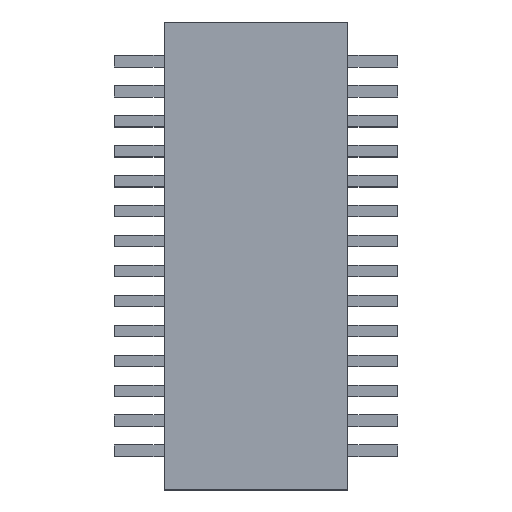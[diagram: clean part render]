
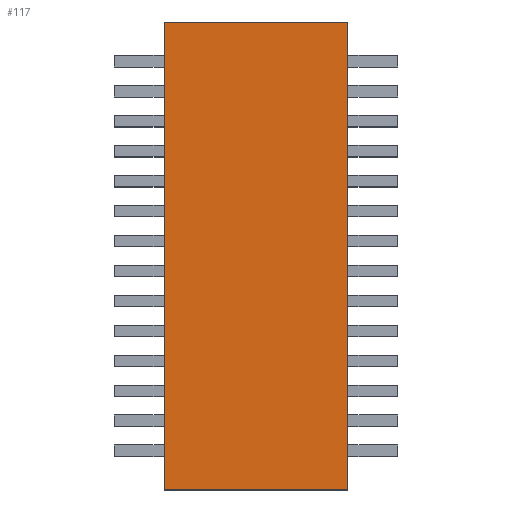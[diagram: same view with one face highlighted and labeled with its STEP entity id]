
A CAD part, top view. The second image highlights one B-rep face of the part: STEP entity #117.
In plain terms, the highlighted planar face has unit normal (0, 0, 1).
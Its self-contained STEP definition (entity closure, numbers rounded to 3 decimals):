
#13=DIRECTION('',(0.,0.,1.));
#14=DIRECTION('',(1.,0.,-0.));
#40=VERTEX_POINT('',#41);
#41=CARTESIAN_POINT('',(0.,0.,1.6));
#49=VECTOR('',#50,1.);
#50=DIRECTION('',(-0.,1.,0.));
#53=VERTEX_POINT('',#54);
#54=CARTESIAN_POINT('',(0.,9.91,1.6));
#56=ORIENTED_EDGE('',*,*,#57,.F.);
#57=EDGE_CURVE('',#40,#53,#58,.T.);
#58=LINE('',#41,#49);
#68=VERTEX_POINT('',#69);
#69=CARTESIAN_POINT('',(3.89,0.,1.6));
#78=VERTEX_POINT('',#79);
#79=CARTESIAN_POINT('',(3.89,9.91,1.6));
#82=EDGE_CURVE('',#68,#78,#83,.T.);
#83=LINE('',#69,#49);
#92=VECTOR('',#14,1.);
#94=ORIENTED_EDGE('',*,*,#95,.T.);
#95=EDGE_CURVE('',#40,#68,#96,.T.);
#96=LINE('',#41,#92);
#106=EDGE_CURVE('',#53,#78,#107,.T.);
#107=LINE('',#54,#92);
#117=ADVANCED_FACE('',(#118),#122,.T.);
#118=FACE_BOUND('',#119,.T.);
#119=EDGE_LOOP('',(#56,#94,#120,#121));
#120=ORIENTED_EDGE('',*,*,#82,.T.);
#121=ORIENTED_EDGE('',*,*,#106,.F.);
#122=PLANE('',#123);
#123=AXIS2_PLACEMENT_3D('',#41,#13,#14);
